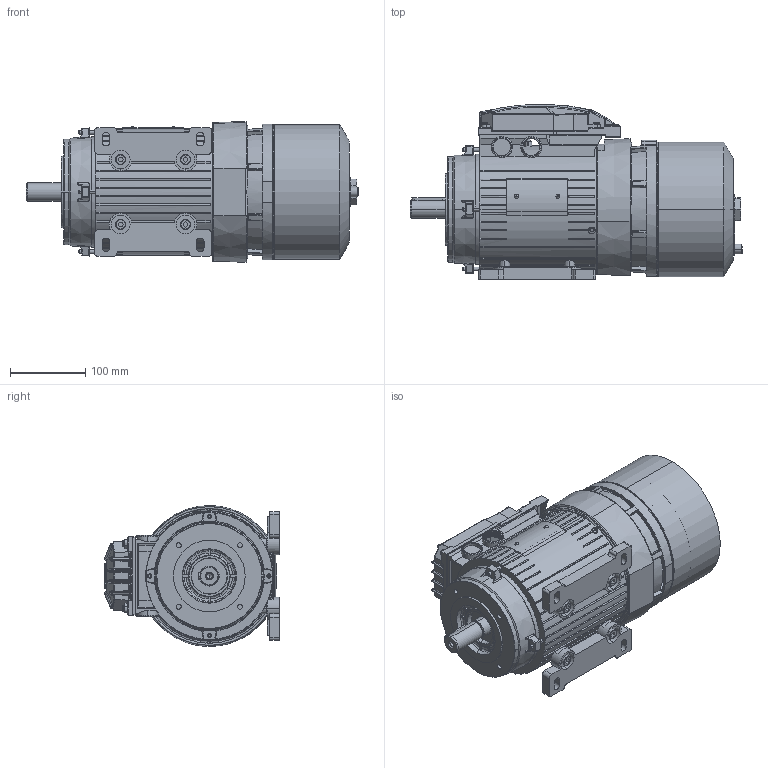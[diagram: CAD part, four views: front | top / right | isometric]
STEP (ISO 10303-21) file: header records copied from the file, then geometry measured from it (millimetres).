
FILE_DESCRIPTION (( 'STEP AP214' ), '1' );
FILE_NAME ('18Q3.STEP', '2024-04-23T22:42:37', ( '' ), ( '' ), 'SwSTEP 2.0', 'SolidWorks 2021', '' );
FILE_SCHEMA (( 'AUTOMOTIVE_DESIGN' ));
Length unit declared in the file: inch
Products named in the file (1): 18Q3
Bounding box: 440.18 x 231.99 x 186.96 mm (x, y, z)
Volume: 8384536.4 mm3; surface area: 733639.5 mm2
Topology: 17 solids, 30 shells, 3456 faces, 9295 edges, 5944 vertices
Faces by surface type: plane 1493, cylinder 813, bspline 812, cone 331, torus 7
Entity records: 156035 total; most frequent: CARTESIAN_POINT 76562, ORIENTED_EDGE 18438, DIRECTION 13810, EDGE_CURVE 9219, VERTEX_POINT 5944, AXIS2_PLACEMENT_3D 4785, VECTOR 4240, LINE 4240
